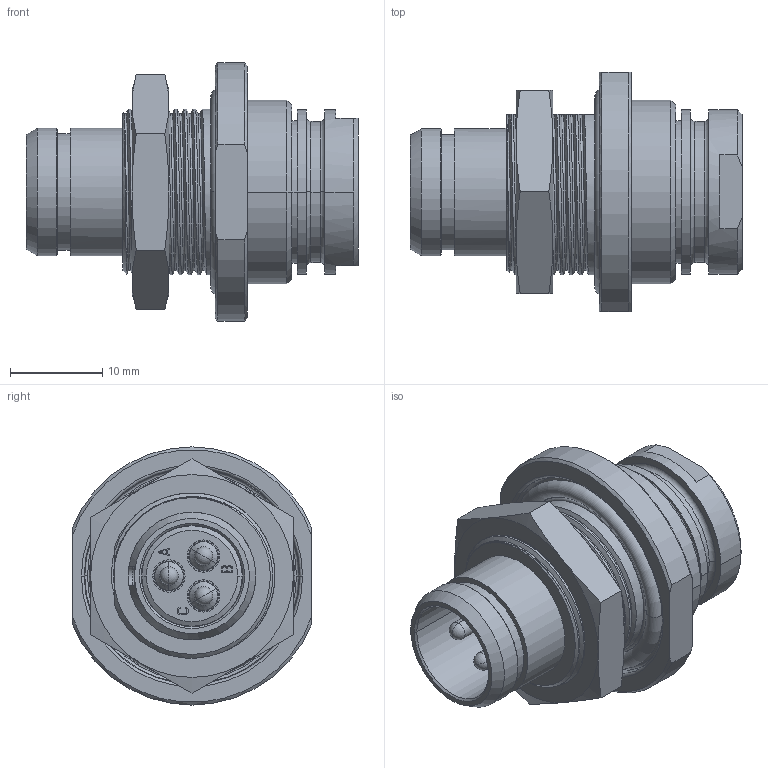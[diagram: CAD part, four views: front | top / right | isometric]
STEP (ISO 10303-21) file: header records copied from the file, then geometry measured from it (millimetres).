
FILE_DESCRIPTION((''),'2;1');
FILE_NAME('1332EVR103MZ','2024-07-24T10:27:07',('paultorloting'),('NET AG system integration'),'CREO PARAMETRIC BY PTC INC, 2021404','CREO PARAMETRIC BY PTC INC, 2021404','');
FILE_SCHEMA(('AUTOMOTIVE_DESIGN { 1 0 10303 214 1 1 1 1 }'));
Length unit declared in the file: millimetre
Products named in the file (1): 1332EVR103MZ
Bounding box: 36 x 26 x 28 mm (x, y, z)
Volume: 6706 mm3; surface area: 7507.2 mm2
Topology: 1 solids, 1 shells, 511 faces, 1349 edges, 859 vertices
Faces by surface type: plane 283, cylinder 102, cone 60, bspline 31, torus 29, sphere 6
Entity records: 23649 total; most frequent: CARTESIAN_POINT 8469, ORIENTED_EDGE 2674, DIRECTION 2435, EDGE_CURVE 1337, VERTEX_POINT 859, VECTOR 822, LINE 822, AXIS2_PLACEMENT_3D 805
